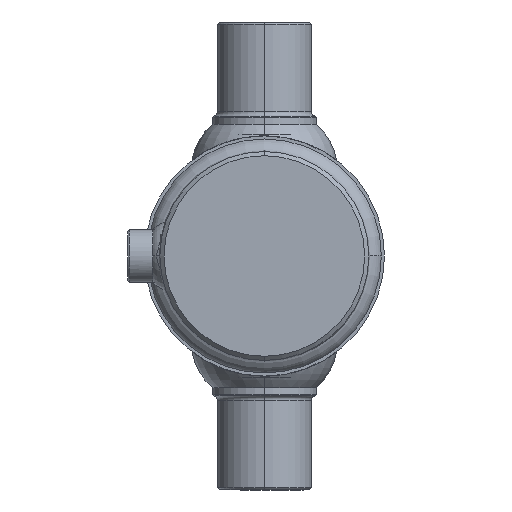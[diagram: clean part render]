
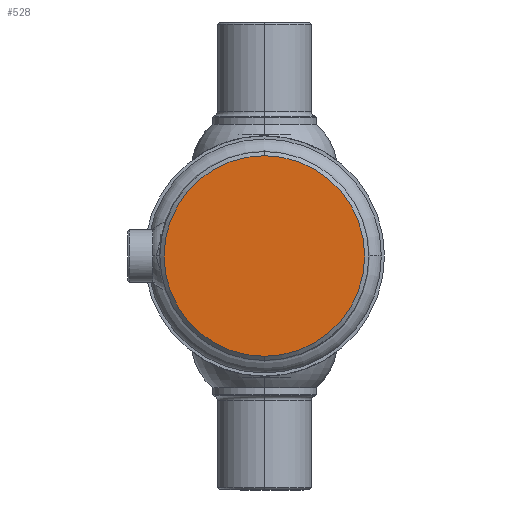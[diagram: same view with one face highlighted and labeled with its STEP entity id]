
A CAD part, left-side view. The second image highlights one B-rep face of the part: STEP entity #528.
In plain terms, the highlighted planar face has unit normal (-1, 0, 0).
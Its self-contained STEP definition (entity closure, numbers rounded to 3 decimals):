
#34 = EDGE_CURVE ( 'NONE', #935, #1670, #838, .T. ) ;
#249 = CARTESIAN_POINT ( 'NONE',  ( 0., 0., 48. ) ) ;
#528 = ADVANCED_FACE ( 'NONE', ( #592 ), #2403, .F. ) ;
#592 = FACE_OUTER_BOUND ( 'NONE', #1266, .T. ) ;
#650 = AXIS2_PLACEMENT_3D ( 'NONE', #967, #959, #953 ) ;
#758 = CIRCLE ( 'NONE', #650, 48. ) ;
#838 = CIRCLE ( 'NONE', #3186, 48. ) ;
#935 = VERTEX_POINT ( 'NONE', #1725 ) ;
#953 = DIRECTION ( 'NONE',  ( 0., 0., -1. ) ) ;
#959 = DIRECTION ( 'NONE',  ( -1., 0., 0. ) ) ;
#967 = CARTESIAN_POINT ( 'NONE',  ( 0., 0., 0. ) ) ;
#1266 = EDGE_LOOP ( 'NONE', ( #3165, #2364 ) ) ;
#1670 = VERTEX_POINT ( 'NONE', #249 ) ;
#1725 = CARTESIAN_POINT ( 'NONE',  ( 0., 0., -48. ) ) ;
#2177 = DIRECTION ( 'NONE',  ( -1., 0., 0. ) ) ;
#2204 = CARTESIAN_POINT ( 'NONE',  ( 0., 0., 0. ) ) ;
#2234 = DIRECTION ( 'NONE',  ( 0., 0., -1. ) ) ;
#2364 = ORIENTED_EDGE ( 'NONE', *, *, #3620, .T. ) ;
#2372 = DIRECTION ( 'NONE',  ( 0., 0., -1. ) ) ;
#2373 = DIRECTION ( 'NONE',  ( 1., 0., 0. ) ) ;
#2403 = PLANE ( 'NONE',  #3452 ) ;
#2410 = CARTESIAN_POINT ( 'NONE',  ( 0., 0., 0. ) ) ;
#3165 = ORIENTED_EDGE ( 'NONE', *, *, #34, .T. ) ;
#3186 = AXIS2_PLACEMENT_3D ( 'NONE', #2204, #2177, #2234 ) ;
#3452 = AXIS2_PLACEMENT_3D ( 'NONE', #2410, #2373, #2372 ) ;
#3620 = EDGE_CURVE ( 'NONE', #1670, #935, #758, .T. ) ;
